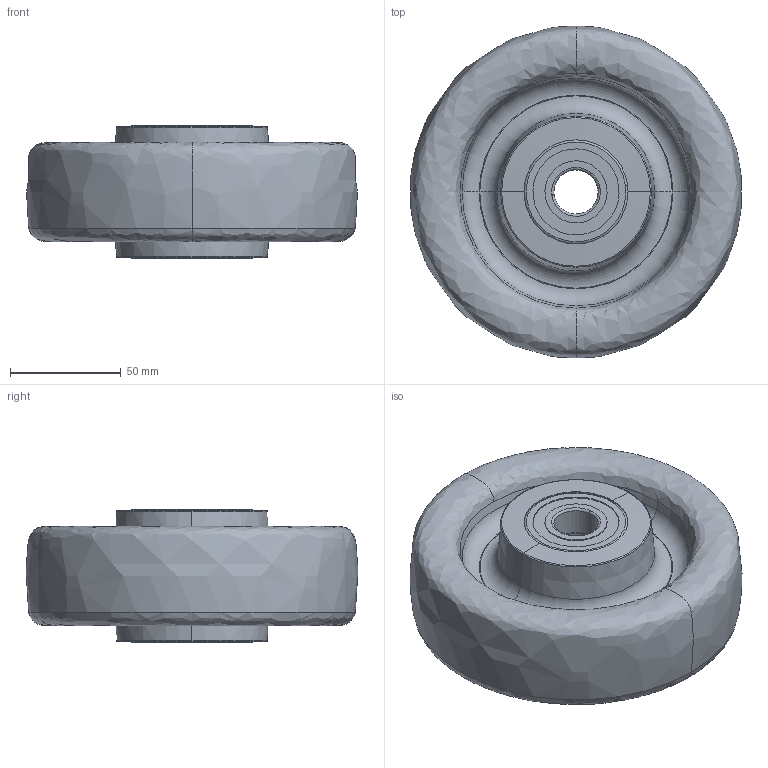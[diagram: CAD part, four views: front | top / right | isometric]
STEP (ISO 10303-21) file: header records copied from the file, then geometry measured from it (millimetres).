
FILE_DESCRIPTION (( 'STEP AP214' ), '1' );
FILE_NAME ('0014304.step', '2020-11-04T11:49:19', ( '' ), ( '' ), 'SwSTEP 2.0', 'SolidWorks 2018', '' );
FILE_SCHEMA (( 'AUTOMOTIVE_DESIGN' ));
Length unit declared in the file: millimetre
Products named in the file (1): 0014304
Bounding box: 149.43 x 149.93 x 60 mm (x, y, z)
Volume: 631270.2 mm3; surface area: 106591.8 mm2
Topology: 14 solids, 18 shells, 164 faces, 452 edges, 322 vertices
Faces by surface type: cylinder 54, torus 48, plane 38, cone 16, bspline 8
Entity records: 7473 total; most frequent: CARTESIAN_POINT 2473, ORIENTED_EDGE 904, DIRECTION 900, EDGE_CURVE 452, AXIS2_PLACEMENT_3D 383, VERTEX_POINT 322, CIRCLE 226, EDGE_LOOP 186
